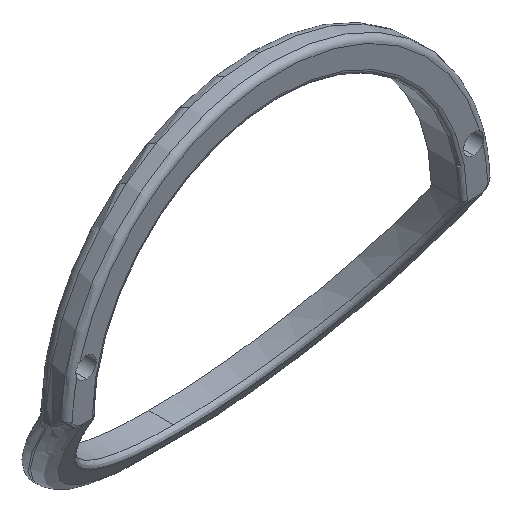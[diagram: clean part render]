
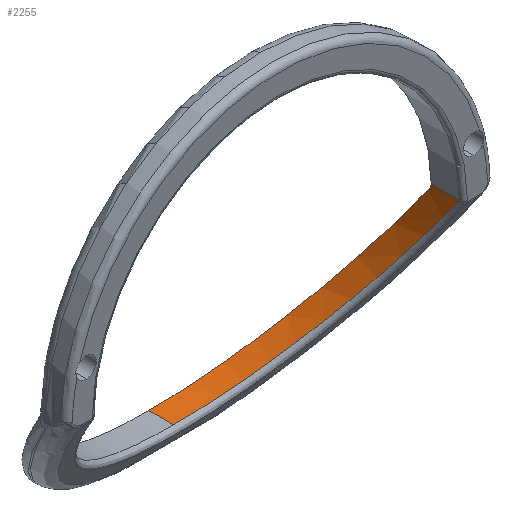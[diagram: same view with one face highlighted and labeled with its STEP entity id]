
A CAD part, isometric view. The second image highlights one B-rep face of the part: STEP entity #2255.
In plain terms, the highlighted cylindrical face has radius 46.211 mm (diameter 92.422 mm), a partial arc.
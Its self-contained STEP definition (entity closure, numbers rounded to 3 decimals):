
#16 = DIRECTION ( 'NONE',  ( 0., 0., -1. ) ) ;
#185 = DIRECTION ( 'NONE',  ( 0., -1., 0. ) ) ;
#264 = CARTESIAN_POINT ( 'NONE',  ( 45.453, 8.036, 0.369 ) ) ;
#305 = CARTESIAN_POINT ( 'NONE',  ( 0., 26.341, -37.5 ) ) ;
#338 = EDGE_CURVE ( 'NONE', #1304, #1743, #1526, .T. ) ;
#515 = FACE_OUTER_BOUND ( 'NONE', #1825, .T. ) ;
#653 = VERTEX_POINT ( 'NONE', #2040 ) ;
#793 = CARTESIAN_POINT ( 'NONE',  ( 45.233, 8.488, -0.748 ) ) ;
#810 = CARTESIAN_POINT ( 'NONE',  ( 45.276, 8.355, -0.543 ) ) ;
#844 = VECTOR ( 'NONE', #185, 1000. ) ;
#949 = B_SPLINE_CURVE_WITH_KNOTS ( 'NONE', 3,
 ( #2676, #264, #1837, #3225, #810, #793 ),
 .UNSPECIFIED., .F., .F.,
 ( 4, 2, 4 ),
 ( 0., 0.001, 0.001 ),
 .UNSPECIFIED. ) ;
#983 = CARTESIAN_POINT ( 'NONE',  ( 0., 1., 8.711 ) ) ;
#1001 = DIRECTION ( 'NONE',  ( 0., -1., 0. ) ) ;
#1035 = EDGE_CURVE ( 'NONE', #2878, #3391, #3027, .T. ) ;
#1085 = CARTESIAN_POINT ( 'NONE',  ( 41.307, 16.345, -22.52 ) ) ;
#1088 = CARTESIAN_POINT ( 'NONE',  ( 40.559, 23.088, -23.1 ) ) ;
#1246 = CARTESIAN_POINT ( 'NONE',  ( 22.836, 32.494, -37.5 ) ) ;
#1302 = AXIS2_PLACEMENT_3D ( 'NONE', #3467, #2974, #16 ) ;
#1304 = VERTEX_POINT ( 'NONE', #1635 ) ;
#1413 = VERTEX_POINT ( 'NONE', #1744 ) ;
#1489 = VECTOR ( 'NONE', #3466, 1000. ) ;
#1526 = LINE ( 'NONE', #1588, #844 ) ;
#1545 = ORIENTED_EDGE ( 'NONE', *, *, #1035, .T. ) ;
#1576 = ORIENTED_EDGE ( 'NONE', *, *, #2099, .T. ) ;
#1588 = CARTESIAN_POINT ( 'NONE',  ( 45.496, 35., 0.612 ) ) ;
#1635 = CARTESIAN_POINT ( 'NONE',  ( 45.496, 8.013, 0.612 ) ) ;
#1701 = ORIENTED_EDGE ( 'NONE', *, *, #2025, .T. ) ;
#1727 = EDGE_CURVE ( 'NONE', #653, #2878, #2922, .T. ) ;
#1743 = VERTEX_POINT ( 'NONE', #2628 ) ;
#1744 = CARTESIAN_POINT ( 'NONE',  ( 45.233, 8.488, -0.748 ) ) ;
#1804 = CARTESIAN_POINT ( 'NONE',  ( 45.471, 1., 0.476 ) ) ;
#1806 = EDGE_CURVE ( 'NONE', #1304, #1413, #949, .T. ) ;
#1825 = EDGE_LOOP ( 'NONE', ( #1701, #3336, #1545, #1576, #2670, #2879 ) ) ;
#1837 = CARTESIAN_POINT ( 'NONE',  ( 45.409, 8.088, 0.134 ) ) ;
#1938 = CARTESIAN_POINT ( 'NONE',  ( 45.233, 8.488, -0.748 ) ) ;
#2025 = EDGE_CURVE ( 'NONE', #1413, #653, #2195, .T. ) ;
#2040 = CARTESIAN_POINT ( 'NONE',  ( 0., 32.494, -37.5 ) ) ;
#2099 = EDGE_CURVE ( 'NONE', #3391, #1743, #3444, .T. ) ;
#2151 = CARTESIAN_POINT ( 'NONE',  ( 0., 35., -37.5 ) ) ;
#2190 = AXIS2_PLACEMENT_3D ( 'NONE', #983, #1001, #2630 ) ;
#2195 =( BOUNDED_CURVE ( )  B_SPLINE_CURVE ( 3, ( #1938, #1088, #1246, #2841 ),
 .UNSPECIFIED., .F., .F. ) 
 B_SPLINE_CURVE_WITH_KNOTS ( ( 4, 4 ),
 ( 1.777, 3.142 ),
 .UNSPECIFIED. ) 
 CURVE ( )  GEOMETRIC_REPRESENTATION_ITEM ( )  RATIONAL_B_SPLINE_CURVE ( ( 1., 0.851, 0.851, 1. ) ) 
 REPRESENTATION_ITEM ( '' )  );
#2255 = ADVANCED_FACE ( 'NONE', ( #515 ), #2426, .F. ) ;
#2415 = CARTESIAN_POINT ( 'NONE',  ( 23.37, 26.341, -37.5 ) ) ;
#2416 = CARTESIAN_POINT ( 'NONE',  ( 0., 26.341, -37.5 ) ) ;
#2426 = CYLINDRICAL_SURFACE ( 'NONE', #1302, 46.211 ) ;
#2628 = CARTESIAN_POINT ( 'NONE',  ( 45.496, 1., 0.612 ) ) ;
#2630 = DIRECTION ( 'NONE',  ( 0., 0., -1. ) ) ;
#2670 = ORIENTED_EDGE ( 'NONE', *, *, #338, .F. ) ;
#2676 = CARTESIAN_POINT ( 'NONE',  ( 45.496, 8.013, 0.612 ) ) ;
#2841 = CARTESIAN_POINT ( 'NONE',  ( 0., 32.494, -37.5 ) ) ;
#2878 = VERTEX_POINT ( 'NONE', #2416 ) ;
#2879 = ORIENTED_EDGE ( 'NONE', *, *, #1806, .T. ) ;
#2922 = LINE ( 'NONE', #2151, #1489 ) ;
#2974 = DIRECTION ( 'NONE',  ( 0., -1., 0. ) ) ;
#3027 =( BOUNDED_CURVE ( )  B_SPLINE_CURVE ( 3, ( #305, #2415, #1085, #3236 ),
 .UNSPECIFIED., .F., .F. ) 
 B_SPLINE_CURVE_WITH_KNOTS ( ( 4, 4 ),
 ( 3.142, 4.533 ),
 .UNSPECIFIED. ) 
 CURVE ( )  GEOMETRIC_REPRESENTATION_ITEM ( )  RATIONAL_B_SPLINE_CURVE ( ( 1., 0.845, 0.845, 1. ) ) 
 REPRESENTATION_ITEM ( '' )  );
#3225 = CARTESIAN_POINT ( 'NONE',  ( 45.32, 8.246, -0.322 ) ) ;
#3236 = CARTESIAN_POINT ( 'NONE',  ( 45.471, 1., 0.476 ) ) ;
#3336 = ORIENTED_EDGE ( 'NONE', *, *, #1727, .T. ) ;
#3391 = VERTEX_POINT ( 'NONE', #1804 ) ;
#3444 = CIRCLE ( 'NONE', #2190, 46.211 ) ;
#3466 = DIRECTION ( 'NONE',  ( 0., -1., 0. ) ) ;
#3467 = CARTESIAN_POINT ( 'NONE',  ( 0., 35., 8.711 ) ) ;
